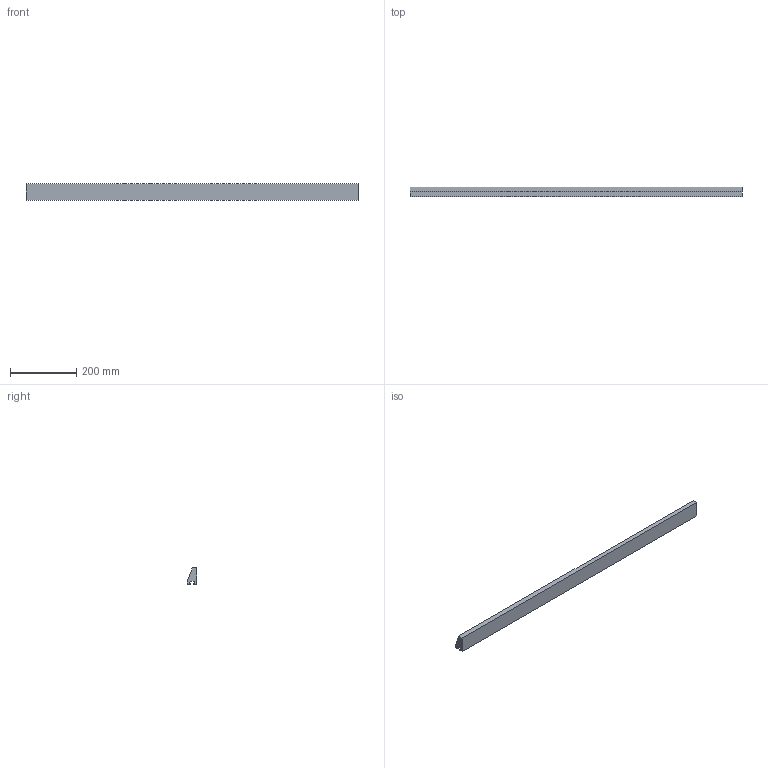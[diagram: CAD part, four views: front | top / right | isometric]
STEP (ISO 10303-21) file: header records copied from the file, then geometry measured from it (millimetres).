
FILE_DESCRIPTION(('STEP AP214'),'1');
FILE_NAME('cctmp_069F4138-3E19-4A9B-A592-F92769F6960D_2024_05_13_08_47_01_0313_20420..stp','2024-05-13T06:47:01',('Bosch Rexroth AG'),('CADClick - www.CADClick.com'),'Spatial InterOp 3D',' ','unknown authorization - (Healing Option Enabled)');
FILE_SCHEMA(('AUTOMOTIVE_DESIGN'));
Length unit declared in the file: millimetre
Products named in the file (1): 2024_05_13_08_47_01_0298
Bounding box: 1000 x 30 x 50 mm (x, y, z)
Volume: 1041185.2 mm3; surface area: 178548 mm2
Topology: 1 solids, 1 shells, 17 faces, 45 edges, 30 vertices
Faces by surface type: plane 17
Entity records: 679 total; most frequent: CARTESIAN_POINT 93, ORIENTED_EDGE 90, DIRECTION 81, EDGE_CURVE 45, LINE 45, VECTOR 45, VERTEX_POINT 30, STYLED_ITEM 18
